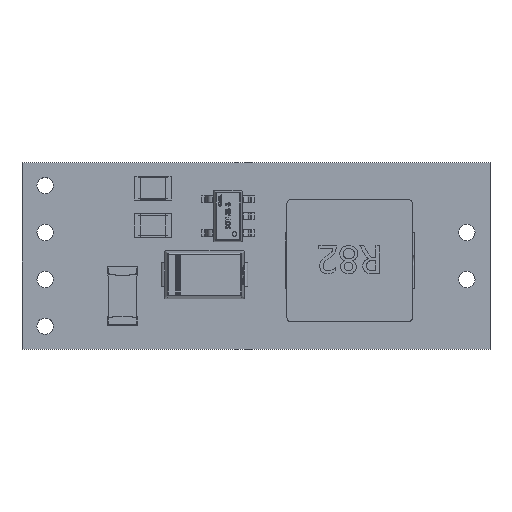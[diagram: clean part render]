
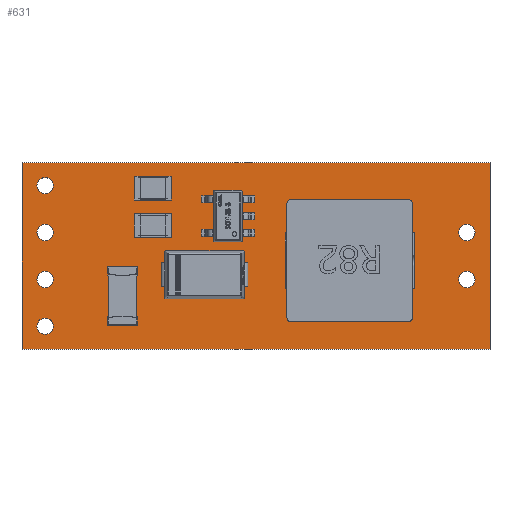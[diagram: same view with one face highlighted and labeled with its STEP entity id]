
A CAD part, top view. The second image highlights one B-rep face of the part: STEP entity #631.
In plain terms, the highlighted planar face has unit normal (0, 0, 1).
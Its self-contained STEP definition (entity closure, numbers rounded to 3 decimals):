
#82 = VERTEX_POINT('',#83);
#83 = CARTESIAN_POINT('',(25.387,10.147,1.6));
#89 = EDGE_CURVE('',#82,#90,#92,.T.);
#90 = VERTEX_POINT('',#91);
#91 = CARTESIAN_POINT('',(25.387,0.013,
    1.6));
#92 = LINE('',#93,#94);
#93 = CARTESIAN_POINT('',(25.387,10.147,1.6));
#94 = VECTOR('',#95,1.);
#95 = DIRECTION('',(0.,-1.,0.));
#120 = EDGE_CURVE('',#90,#121,#123,.T.);
#121 = VERTEX_POINT('',#122);
#122 = CARTESIAN_POINT('',(0.013,0.013,
    1.6));
#123 = LINE('',#124,#125);
#124 = CARTESIAN_POINT('',(25.387,0.013,
    1.6));
#125 = VECTOR('',#126,1.);
#126 = DIRECTION('',(-1.,0.,0.));
#151 = EDGE_CURVE('',#121,#152,#154,.T.);
#152 = VERTEX_POINT('',#153);
#153 = CARTESIAN_POINT('',(0.013,10.147,
    1.6));
#154 = LINE('',#155,#156);
#155 = CARTESIAN_POINT('',(0.013,0.013,
    1.6));
#156 = VECTOR('',#157,1.);
#157 = DIRECTION('',(0.,1.,0.));
#182 = EDGE_CURVE('',#152,#82,#183,.T.);
#183 = LINE('',#184,#185);
#184 = CARTESIAN_POINT('',(0.013,10.147,
    1.6));
#185 = VECTOR('',#186,1.);
#186 = DIRECTION('',(1.,0.,0.));
#206 = VERTEX_POINT('',#207);
#207 = CARTESIAN_POINT('',(1.715,3.81,1.6)
  );
#213 = EDGE_CURVE('',#206,#214,#216,.T.);
#214 = VERTEX_POINT('',#215);
#215 = CARTESIAN_POINT('',(0.826,3.81,1.6)
  );
#216 = CIRCLE('',#217,0.445);
#217 = AXIS2_PLACEMENT_3D('',#218,#219,#220);
#218 = CARTESIAN_POINT('',(1.27,3.81,1.6)
  );
#219 = DIRECTION('',(0.,0.,1.));
#220 = DIRECTION('',(1.,0.,-0.));
#246 = EDGE_CURVE('',#214,#206,#247,.T.);
#247 = CIRCLE('',#248,0.445);
#248 = AXIS2_PLACEMENT_3D('',#249,#250,#251);
#249 = CARTESIAN_POINT('',(1.27,3.81,1.6)
  );
#250 = DIRECTION('',(0.,0.,1.));
#251 = DIRECTION('',(-1.,0.,0.));
#272 = VERTEX_POINT('',#273);
#273 = CARTESIAN_POINT('',(1.715,1.27,1.6)
  );
#279 = EDGE_CURVE('',#272,#280,#282,.T.);
#280 = VERTEX_POINT('',#281);
#281 = CARTESIAN_POINT('',(0.826,1.27,1.6)
  );
#282 = CIRCLE('',#283,0.445);
#283 = AXIS2_PLACEMENT_3D('',#284,#285,#286);
#284 = CARTESIAN_POINT('',(1.27,1.27,1.6)
  );
#285 = DIRECTION('',(0.,0.,1.));
#286 = DIRECTION('',(1.,0.,-0.));
#312 = EDGE_CURVE('',#280,#272,#313,.T.);
#313 = CIRCLE('',#314,0.445);
#314 = AXIS2_PLACEMENT_3D('',#315,#316,#317);
#315 = CARTESIAN_POINT('',(1.27,1.27,1.6)
  );
#316 = DIRECTION('',(0.,0.,1.));
#317 = DIRECTION('',(-1.,0.,0.));
#338 = VERTEX_POINT('',#339);
#339 = CARTESIAN_POINT('',(1.715,8.89,1.6)
  );
#345 = EDGE_CURVE('',#338,#346,#348,.T.);
#346 = VERTEX_POINT('',#347);
#347 = CARTESIAN_POINT('',(0.826,8.89,1.6)
  );
#348 = CIRCLE('',#349,0.445);
#349 = AXIS2_PLACEMENT_3D('',#350,#351,#352);
#350 = CARTESIAN_POINT('',(1.27,8.89,1.6)
  );
#351 = DIRECTION('',(0.,0.,1.));
#352 = DIRECTION('',(1.,0.,-0.));
#378 = EDGE_CURVE('',#346,#338,#379,.T.);
#379 = CIRCLE('',#380,0.445);
#380 = AXIS2_PLACEMENT_3D('',#381,#382,#383);
#381 = CARTESIAN_POINT('',(1.27,8.89,1.6)
  );
#382 = DIRECTION('',(0.,0.,1.));
#383 = DIRECTION('',(-1.,0.,0.));
#404 = VERTEX_POINT('',#405);
#405 = CARTESIAN_POINT('',(1.715,6.35,1.6)
  );
#411 = EDGE_CURVE('',#404,#412,#414,.T.);
#412 = VERTEX_POINT('',#413);
#413 = CARTESIAN_POINT('',(0.826,6.35,1.6)
  );
#414 = CIRCLE('',#415,0.445);
#415 = AXIS2_PLACEMENT_3D('',#416,#417,#418);
#416 = CARTESIAN_POINT('',(1.27,6.35,1.6)
  );
#417 = DIRECTION('',(0.,0.,1.));
#418 = DIRECTION('',(1.,0.,-0.));
#444 = EDGE_CURVE('',#412,#404,#445,.T.);
#445 = CIRCLE('',#446,0.445);
#446 = AXIS2_PLACEMENT_3D('',#447,#448,#449);
#447 = CARTESIAN_POINT('',(1.27,6.35,1.6)
  );
#448 = DIRECTION('',(0.,0.,1.));
#449 = DIRECTION('',(-1.,0.,0.));
#470 = VERTEX_POINT('',#471);
#471 = CARTESIAN_POINT('',(24.575,3.81,1.6
    ));
#477 = EDGE_CURVE('',#470,#478,#480,.T.);
#478 = VERTEX_POINT('',#479);
#479 = CARTESIAN_POINT('',(23.686,3.81,1.6
    ));
#480 = CIRCLE('',#481,0.445);
#481 = AXIS2_PLACEMENT_3D('',#482,#483,#484);
#482 = CARTESIAN_POINT('',(24.13,3.81,1.6
    ));
#483 = DIRECTION('',(0.,0.,1.));
#484 = DIRECTION('',(1.,0.,-0.));
#510 = EDGE_CURVE('',#478,#470,#511,.T.);
#511 = CIRCLE('',#512,0.445);
#512 = AXIS2_PLACEMENT_3D('',#513,#514,#515);
#513 = CARTESIAN_POINT('',(24.13,3.81,1.6
    ));
#514 = DIRECTION('',(0.,0.,1.));
#515 = DIRECTION('',(-1.,0.,0.));
#536 = VERTEX_POINT('',#537);
#537 = CARTESIAN_POINT('',(24.575,6.35,1.6
    ));
#543 = EDGE_CURVE('',#536,#544,#546,.T.);
#544 = VERTEX_POINT('',#545);
#545 = CARTESIAN_POINT('',(23.686,6.35,1.6
    ));
#546 = CIRCLE('',#547,0.445);
#547 = AXIS2_PLACEMENT_3D('',#548,#549,#550);
#548 = CARTESIAN_POINT('',(24.13,6.35,1.6
    ));
#549 = DIRECTION('',(0.,0.,1.));
#550 = DIRECTION('',(1.,0.,-0.));
#576 = EDGE_CURVE('',#544,#536,#577,.T.);
#577 = CIRCLE('',#578,0.445);
#578 = AXIS2_PLACEMENT_3D('',#579,#580,#581);
#579 = CARTESIAN_POINT('',(24.13,6.35,1.6
    ));
#580 = DIRECTION('',(0.,0.,1.));
#581 = DIRECTION('',(-1.,0.,0.));
#631 = ADVANCED_FACE('',(#632,#638,#642,#646,#650,#654,#658),#662,.F.);
#632 = FACE_BOUND('',#633,.F.);
#633 = EDGE_LOOP('',(#634,#635,#636,#637));
#634 = ORIENTED_EDGE('',*,*,#89,.T.);
#635 = ORIENTED_EDGE('',*,*,#120,.T.);
#636 = ORIENTED_EDGE('',*,*,#151,.T.);
#637 = ORIENTED_EDGE('',*,*,#182,.T.);
#638 = FACE_BOUND('',#639,.F.);
#639 = EDGE_LOOP('',(#640,#641));
#640 = ORIENTED_EDGE('',*,*,#213,.T.);
#641 = ORIENTED_EDGE('',*,*,#246,.T.);
#642 = FACE_BOUND('',#643,.F.);
#643 = EDGE_LOOP('',(#644,#645));
#644 = ORIENTED_EDGE('',*,*,#279,.T.);
#645 = ORIENTED_EDGE('',*,*,#312,.T.);
#646 = FACE_BOUND('',#647,.F.);
#647 = EDGE_LOOP('',(#648,#649));
#648 = ORIENTED_EDGE('',*,*,#345,.T.);
#649 = ORIENTED_EDGE('',*,*,#378,.T.);
#650 = FACE_BOUND('',#651,.F.);
#651 = EDGE_LOOP('',(#652,#653));
#652 = ORIENTED_EDGE('',*,*,#411,.T.);
#653 = ORIENTED_EDGE('',*,*,#444,.T.);
#654 = FACE_BOUND('',#655,.F.);
#655 = EDGE_LOOP('',(#656,#657));
#656 = ORIENTED_EDGE('',*,*,#477,.T.);
#657 = ORIENTED_EDGE('',*,*,#510,.T.);
#658 = FACE_BOUND('',#659,.F.);
#659 = EDGE_LOOP('',(#660,#661));
#660 = ORIENTED_EDGE('',*,*,#543,.T.);
#661 = ORIENTED_EDGE('',*,*,#576,.T.);
#662 = PLANE('',#663);
#663 = AXIS2_PLACEMENT_3D('',#664,#665,#666);
#664 = CARTESIAN_POINT('',(12.7,5.08,1.6));
#665 = DIRECTION('',(-0.,-0.,-1.));
#666 = DIRECTION('',(-1.,0.,0.));
